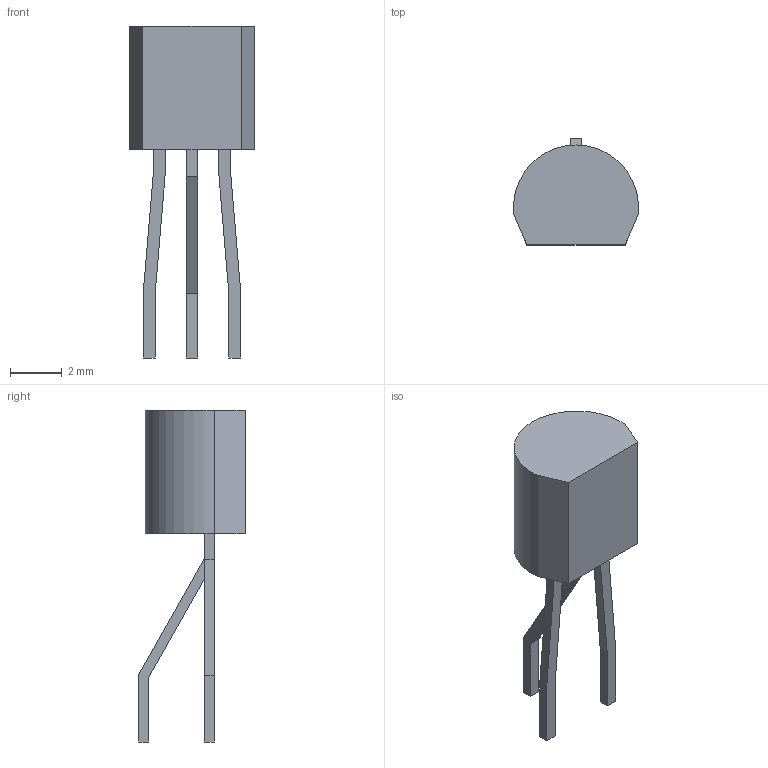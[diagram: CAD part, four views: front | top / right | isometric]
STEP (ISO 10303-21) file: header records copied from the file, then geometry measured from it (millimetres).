
FILE_DESCRIPTION(/* description */ ('Alibre Inc.'),/* implementation_level */ '2;1');
FILE_NAME(/* name */ 'export0',/* time_stamp */ '2010-07-27T16:28:40-07:00',/* author */ (''),/* organization */ (''),/* preprocessor_version */ 'ST-DEVELOPER v10',/* originating_system */ 'Alibre',/* authorisation */ '');
FILE_SCHEMA (('AUTOMOTIVE_DESIGN'));
Length unit declared in the file: centimetre
Bounding box: 4.82 x 4.12 x 12.82 mm (x, y, z)
Volume: 79.8 mm3; surface area: 156.9 mm2
Topology: 2 solids, 2 shells, 32 faces, 84 edges, 56 vertices
Faces by surface type: plane 31, cylinder 1
Entity records: 996 total; most frequent: CARTESIAN_POINT 173, ORIENTED_EDGE 168, DIRECTION 124, EDGE_CURVE 84, VECTOR 80, LINE 80, VERTEX_POINT 56, AXIS2_PLACEMENT_3D 37
